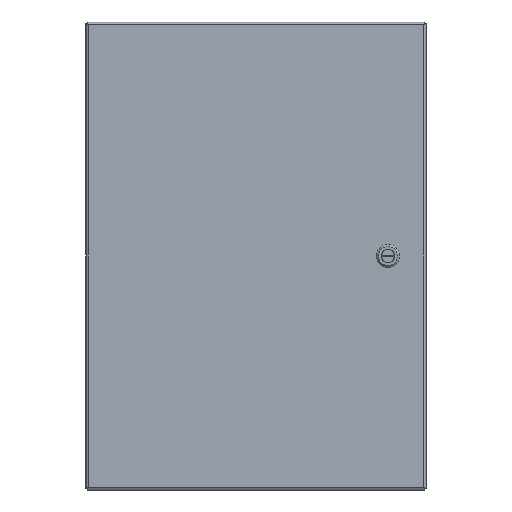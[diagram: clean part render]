
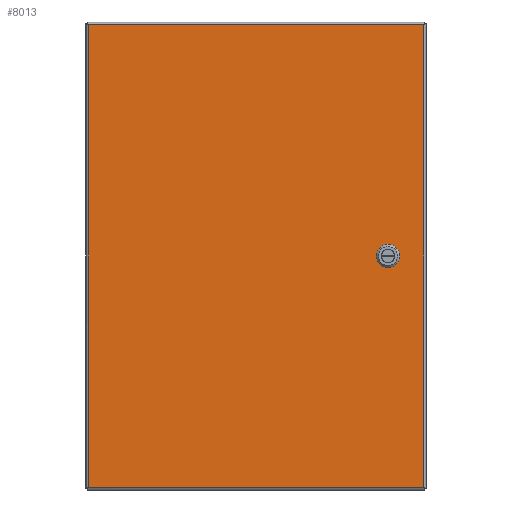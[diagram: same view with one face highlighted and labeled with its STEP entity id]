
A CAD part, front view. The second image highlights one B-rep face of the part: STEP entity #8013.
In plain terms, the highlighted planar face has unit normal (0, -1, 0).
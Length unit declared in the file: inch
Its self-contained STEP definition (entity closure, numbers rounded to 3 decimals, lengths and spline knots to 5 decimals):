
#31 = ORIENTED_EDGE ( 'NONE', *, *, #19070, .T. ) ;
#83 = EDGE_LOOP ( 'NONE', ( #8885, #1674, #15044, #2666, #4946, #13970, #7098, #31 ) ) ;
#377 = EDGE_CURVE ( 'NONE', #10703, #5027, #6760, .T. ) ;
#460 = CARTESIAN_POINT ( 'NONE',  ( 6.49, -1.796, -11.4905 ) ) ;
#1674 = ORIENTED_EDGE ( 'NONE', *, *, #20343, .T. ) ;
#1829 = DIRECTION ( 'NONE',  ( 0.707, 0., 0.707 ) ) ;
#2020 = CARTESIAN_POINT ( 'NONE',  ( 6.028, -1.796, -11.4905 ) ) ;
#2179 = EDGE_CURVE ( 'NONE', #4686, #7968, #16469, .T. ) ;
#2309 = LINE ( 'NONE', #12421, #11437 ) ;
#2369 = ORIENTED_EDGE ( 'NONE', *, *, #377, .T. ) ;
#2666 = ORIENTED_EDGE ( 'NONE', *, *, #5630, .T. ) ;
#2750 = VERTEX_POINT ( 'NONE', #460 ) ;
#2755 = DIRECTION ( 'NONE',  ( 1., 0., 0. ) ) ;
#2781 = EDGE_CURVE ( 'NONE', #5027, #10368, #5925, .T. ) ;
#3025 = CARTESIAN_POINT ( 'NONE',  ( -7.946, -1.796, -22.0665 ) ) ;
#3094 = VECTOR ( 'NONE', #10513, 39.37008 ) ;
#3322 = EDGE_CURVE ( 'NONE', #21530, #2750, #5156, .T. ) ;
#3485 = LINE ( 'NONE', #21591, #10088 ) ;
#3503 = VECTOR ( 'NONE', #1829, 39.37008 ) ;
#3917 = VECTOR ( 'NONE', #2755, 39.37008 ) ;
#3961 = CARTESIAN_POINT ( 'NONE',  ( -7.946, -1.796, -22.0665 ) ) ;
#3994 = EDGE_LOOP ( 'NONE', ( #9406, #12218, #2369, #14545 ) ) ;
#4292 = CARTESIAN_POINT ( 'NONE',  ( -7.946, -1.796, -10.6995 ) ) ;
#4686 = VERTEX_POINT ( 'NONE', #20039 ) ;
#4946 = ORIENTED_EDGE ( 'NONE', *, *, #14312, .T. ) ;
#5027 = VERTEX_POINT ( 'NONE', #12781 ) ;
#5040 = DIRECTION ( 'NONE',  ( -1., 0., 0. ) ) ;
#5123 = CARTESIAN_POINT ( 'NONE',  ( -7.946, -1.796, -0.1235 ) ) ;
#5156 = LINE ( 'NONE', #11861, #15317 ) ;
#5173 = LINE ( 'NONE', #6709, #21430 ) ;
#5458 = CARTESIAN_POINT ( 'NONE',  ( 5.8635, -1.796, -10.864 ) ) ;
#5630 = EDGE_CURVE ( 'NONE', #7968, #6879, #3485, .T. ) ;
#5888 = CARTESIAN_POINT ( 'NONE',  ( 7.947, -1.796, -22.0665 ) ) ;
#5925 = LINE ( 'NONE', #3961, #6527 ) ;
#6285 = EDGE_CURVE ( 'NONE', #9573, #8003, #17136, .T. ) ;
#6394 = EDGE_CURVE ( 'NONE', #10368, #19227, #2309, .T. ) ;
#6527 = VECTOR ( 'NONE', #19218, 39.37008 ) ;
#6566 = VECTOR ( 'NONE', #12109, 39.37008 ) ;
#6709 = CARTESIAN_POINT ( 'NONE',  ( 6.028, -1.796, -11.4905 ) ) ;
#6760 = LINE ( 'NONE', #3025, #10610 ) ;
#6879 = VERTEX_POINT ( 'NONE', #14778 ) ;
#7098 = ORIENTED_EDGE ( 'NONE', *, *, #20192, .T. ) ;
#7968 = VERTEX_POINT ( 'NONE', #18087 ) ;
#8003 = VERTEX_POINT ( 'NONE', #5458 ) ;
#8013 = ADVANCED_FACE ( 'NONE', ( #18743, #12076 ), #10934, .T. ) ;
#8205 = DIRECTION ( 'NONE',  ( 0.707, 0., -0.707 ) ) ;
#8731 = DIRECTION ( 'NONE',  ( -1., 0., 0. ) ) ;
#8865 = CARTESIAN_POINT ( 'NONE',  ( -7.946, -1.796, -22.0665 ) ) ;
#8885 = ORIENTED_EDGE ( 'NONE', *, *, #6285, .T. ) ;
#8997 = CARTESIAN_POINT ( 'NONE',  ( 7.947, -1.796, -0.1235 ) ) ;
#9406 = ORIENTED_EDGE ( 'NONE', *, *, #6394, .T. ) ;
#9573 = VERTEX_POINT ( 'NONE', #10115 ) ;
#10088 = VECTOR ( 'NONE', #8205, 39.37008 ) ;
#10115 = CARTESIAN_POINT ( 'NONE',  ( 5.8635, -1.796, -11.326 ) ) ;
#10181 = CARTESIAN_POINT ( 'NONE',  ( 5.8635, -1.796, -10.864 ) ) ;
#10311 = DIRECTION ( 'NONE',  ( 0., -1., 0. ) ) ;
#10368 = VERTEX_POINT ( 'NONE', #5888 ) ;
#10513 = DIRECTION ( 'NONE',  ( 0., 0., -1. ) ) ;
#10610 = VECTOR ( 'NONE', #11819, 39.37008 ) ;
#10703 = VERTEX_POINT ( 'NONE', #15442 ) ;
#10934 = PLANE ( 'NONE',  #17471 ) ;
#11437 = VECTOR ( 'NONE', #12525, 39.37008 ) ;
#11752 = DIRECTION ( 'NONE',  ( -0.707, 0., -0.707 ) ) ;
#11819 = DIRECTION ( 'NONE',  ( 0., 0., -1. ) ) ;
#11861 = CARTESIAN_POINT ( 'NONE',  ( 6.6545, -1.796, -11.326 ) ) ;
#12076 = FACE_BOUND ( 'NONE', #83, .T. ) ;
#12109 = DIRECTION ( 'NONE',  ( 0., 0., 1. ) ) ;
#12159 = CARTESIAN_POINT ( 'NONE',  ( 6.6545, -1.796, -22.0665 ) ) ;
#12218 = ORIENTED_EDGE ( 'NONE', *, *, #17298, .T. ) ;
#12421 = CARTESIAN_POINT ( 'NONE',  ( 7.947, -1.796, -22.0665 ) ) ;
#12525 = DIRECTION ( 'NONE',  ( 0., 0., 1. ) ) ;
#12781 = CARTESIAN_POINT ( 'NONE',  ( -7.946, -1.796, -22.0665 ) ) ;
#13419 = DIRECTION ( 'NONE',  ( -0.707, 0., 0.707 ) ) ;
#13576 = LINE ( 'NONE', #10181, #3503 ) ;
#13970 = ORIENTED_EDGE ( 'NONE', *, *, #3322, .T. ) ;
#14312 = EDGE_CURVE ( 'NONE', #6879, #21530, #20699, .T. ) ;
#14545 = ORIENTED_EDGE ( 'NONE', *, *, #2781, .T. ) ;
#14732 = VECTOR ( 'NONE', #8731, 39.37008 ) ;
#14778 = CARTESIAN_POINT ( 'NONE',  ( 6.6545, -1.796, -10.864 ) ) ;
#14797 = VERTEX_POINT ( 'NONE', #2020 ) ;
#15028 = LINE ( 'NONE', #21708, #15075 ) ;
#15044 = ORIENTED_EDGE ( 'NONE', *, *, #2179, .T. ) ;
#15075 = VECTOR ( 'NONE', #5040, 39.37008 ) ;
#15317 = VECTOR ( 'NONE', #11752, 39.37008 ) ;
#15442 = CARTESIAN_POINT ( 'NONE',  ( -7.946, -1.796, -0.1235 ) ) ;
#15562 = DIRECTION ( 'NONE',  ( 0., 0., -1. ) ) ;
#16469 = LINE ( 'NONE', #4292, #3917 ) ;
#17136 = LINE ( 'NONE', #19098, #6566 ) ;
#17298 = EDGE_CURVE ( 'NONE', #19227, #10703, #20157, .T. ) ;
#17471 = AXIS2_PLACEMENT_3D ( 'NONE', #8865, #10311, #15562 ) ;
#17743 = CARTESIAN_POINT ( 'NONE',  ( 6.6545, -1.796, -11.326 ) ) ;
#18087 = CARTESIAN_POINT ( 'NONE',  ( 6.49, -1.796, -10.6995 ) ) ;
#18743 = FACE_OUTER_BOUND ( 'NONE', #3994, .T. ) ;
#19070 = EDGE_CURVE ( 'NONE', #14797, #9573, #5173, .T. ) ;
#19098 = CARTESIAN_POINT ( 'NONE',  ( 5.8635, -1.796, -22.0665 ) ) ;
#19218 = DIRECTION ( 'NONE',  ( 1., 0., 0. ) ) ;
#19227 = VERTEX_POINT ( 'NONE', #8997 ) ;
#20039 = CARTESIAN_POINT ( 'NONE',  ( 6.028, -1.796, -10.6995 ) ) ;
#20157 = LINE ( 'NONE', #5123, #14732 ) ;
#20192 = EDGE_CURVE ( 'NONE', #2750, #14797, #15028, .T. ) ;
#20343 = EDGE_CURVE ( 'NONE', #8003, #4686, #13576, .T. ) ;
#20699 = LINE ( 'NONE', #12159, #3094 ) ;
#21430 = VECTOR ( 'NONE', #13419, 39.37008 ) ;
#21530 = VERTEX_POINT ( 'NONE', #17743 ) ;
#21591 = CARTESIAN_POINT ( 'NONE',  ( 6.49, -1.796, -10.6995 ) ) ;
#21708 = CARTESIAN_POINT ( 'NONE',  ( -7.946, -1.796, -11.4905 ) ) ;
